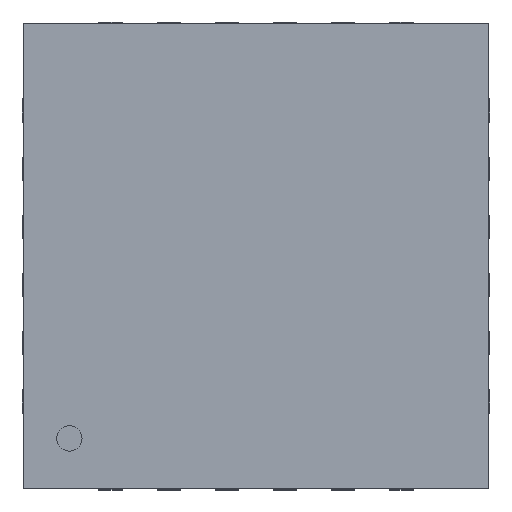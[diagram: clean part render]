
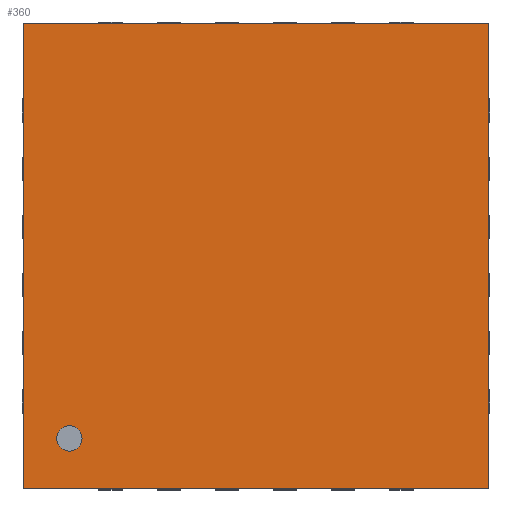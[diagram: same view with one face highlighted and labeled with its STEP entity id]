
A CAD part, top view. The second image highlights one B-rep face of the part: STEP entity #360.
In plain terms, the highlighted planar face has unit normal (0, 0, 1).
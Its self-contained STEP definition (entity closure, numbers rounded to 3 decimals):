
#360 = ADVANCED_FACE ( 'NONE', ( #6205, #2731 ), #5267, .F. ) ;
#410 = CARTESIAN_POINT ( 'NONE',  ( 0., 0., 0.73 ) ) ;
#420 = VECTOR ( 'NONE', #2828, 1000. ) ;
#459 = CARTESIAN_POINT ( 'NONE',  ( -1.603, -1.568, 0.73 ) ) ;
#626 = CARTESIAN_POINT ( 'NONE',  ( 2., 2., 0.73 ) ) ;
#692 = ORIENTED_EDGE ( 'NONE', *, *, #1406, .F. ) ;
#733 = CIRCLE ( 'NONE', #6214, 0.109 ) ;
#1285 = EDGE_CURVE ( 'NONE', #8360, #5357, #733, .T. ) ;
#1373 = CARTESIAN_POINT ( 'NONE',  ( -2., 2., 0.73 ) ) ;
#1406 = EDGE_CURVE ( 'NONE', #5357, #8360, #10465, .T. ) ;
#1499 = VERTEX_POINT ( 'NONE', #8915 ) ;
#1593 = CARTESIAN_POINT ( 'NONE',  ( -1.603, -1.568, 0.73 ) ) ;
#1974 = DIRECTION ( 'NONE',  ( 0., -1., 0. ) ) ;
#2265 = CARTESIAN_POINT ( 'NONE',  ( -2., -2., 0.73 ) ) ;
#2565 = CARTESIAN_POINT ( 'NONE',  ( -2., 2., 0.73 ) ) ;
#2614 = EDGE_CURVE ( 'NONE', #1499, #10708, #6469, .T. ) ;
#2662 = EDGE_LOOP ( 'NONE', ( #10227, #692 ) ) ;
#2731 = FACE_OUTER_BOUND ( 'NONE', #2803, .T. ) ;
#2803 = EDGE_LOOP ( 'NONE', ( #4147, #4945, #6847, #7803 ) ) ;
#2828 = DIRECTION ( 'NONE',  ( 1., 0., 0. ) ) ;
#3043 = LINE ( 'NONE', #1373, #420 ) ;
#3082 = CARTESIAN_POINT ( 'NONE',  ( -1.494, -1.568, 0.73 ) ) ;
#3696 = VECTOR ( 'NONE', #7258, 1000. ) ;
#3831 = CARTESIAN_POINT ( 'NONE',  ( 2., 2., 0.73 ) ) ;
#3963 = CARTESIAN_POINT ( 'NONE',  ( -2., 2., 0.73 ) ) ;
#4147 = ORIENTED_EDGE ( 'NONE', *, *, #5755, .F. ) ;
#4153 = DIRECTION ( 'NONE',  ( -1., 0., 0. ) ) ;
#4945 = ORIENTED_EDGE ( 'NONE', *, *, #10774, .T. ) ;
#5172 = DIRECTION ( 'NONE',  ( 0., -1., 0. ) ) ;
#5267 = PLANE ( 'NONE',  #9941 ) ;
#5357 = VERTEX_POINT ( 'NONE', #3082 ) ;
#5755 = EDGE_CURVE ( 'NONE', #6915, #10963, #3043, .T. ) ;
#6205 = FACE_BOUND ( 'NONE', #2662, .T. ) ;
#6214 = AXIS2_PLACEMENT_3D ( 'NONE', #459, #10483, #6270 ) ;
#6270 = DIRECTION ( 'NONE',  ( -1., 0., 0. ) ) ;
#6469 = LINE ( 'NONE', #2265, #3696 ) ;
#6847 = ORIENTED_EDGE ( 'NONE', *, *, #2614, .T. ) ;
#6915 = VERTEX_POINT ( 'NONE', #3963 ) ;
#6923 = AXIS2_PLACEMENT_3D ( 'NONE', #1593, #10040, #4153 ) ;
#7129 = LINE ( 'NONE', #3831, #9693 ) ;
#7258 = DIRECTION ( 'NONE',  ( 1., 0., 0. ) ) ;
#7796 = CARTESIAN_POINT ( 'NONE',  ( 2., -2., 0.73 ) ) ;
#7803 = ORIENTED_EDGE ( 'NONE', *, *, #9791, .F. ) ;
#8058 = CARTESIAN_POINT ( 'NONE',  ( -1.713, -1.568, 0.73 ) ) ;
#8360 = VERTEX_POINT ( 'NONE', #8058 ) ;
#8671 = DIRECTION ( 'NONE',  ( -1., 0., 0. ) ) ;
#8733 = DIRECTION ( 'NONE',  ( 0., 0., -1. ) ) ;
#8915 = CARTESIAN_POINT ( 'NONE',  ( -2., -2., 0.73 ) ) ;
#9693 = VECTOR ( 'NONE', #1974, 1000. ) ;
#9791 = EDGE_CURVE ( 'NONE', #10963, #10708, #7129, .T. ) ;
#9941 = AXIS2_PLACEMENT_3D ( 'NONE', #410, #8733, #8671 ) ;
#10040 = DIRECTION ( 'NONE',  ( 0., 0., 1. ) ) ;
#10167 = LINE ( 'NONE', #2565, #10815 ) ;
#10227 = ORIENTED_EDGE ( 'NONE', *, *, #1285, .F. ) ;
#10465 = CIRCLE ( 'NONE', #6923, 0.109 ) ;
#10483 = DIRECTION ( 'NONE',  ( 0., 0., 1. ) ) ;
#10708 = VERTEX_POINT ( 'NONE', #7796 ) ;
#10774 = EDGE_CURVE ( 'NONE', #6915, #1499, #10167, .T. ) ;
#10815 = VECTOR ( 'NONE', #5172, 1000. ) ;
#10963 = VERTEX_POINT ( 'NONE', #626 ) ;
